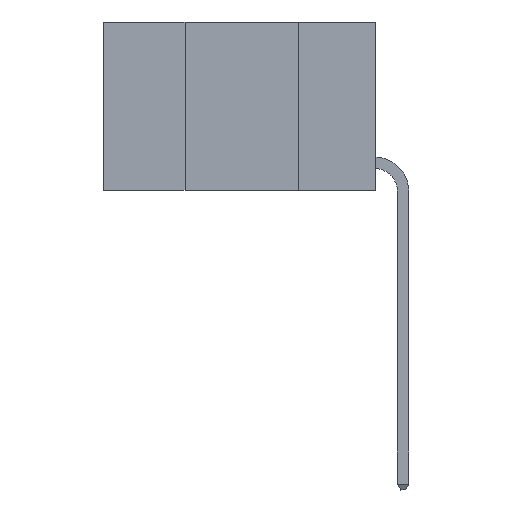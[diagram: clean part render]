
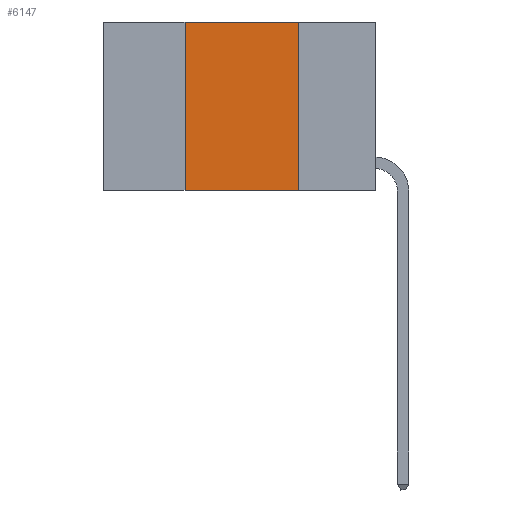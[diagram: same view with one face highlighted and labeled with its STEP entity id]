
A CAD part, left-side view. The second image highlights one B-rep face of the part: STEP entity #6147.
In plain terms, the highlighted planar face has unit normal (-1, 0, 0).
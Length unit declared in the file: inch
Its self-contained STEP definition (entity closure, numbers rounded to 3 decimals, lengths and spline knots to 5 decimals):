
#27 = PLANE ( 'NONE',  #7554 ) ;
#39 = CARTESIAN_POINT ( 'NONE',  ( 0., 0.6, 0. ) ) ;
#317 = CARTESIAN_POINT ( 'NONE',  ( 0., 0.42, -0.37 ) ) ;
#480 = EDGE_CURVE ( 'NONE', #13285, #12627, #9578, .T. ) ;
#853 = LINE ( 'NONE', #3314, #1574 ) ;
#1040 = DIRECTION ( 'NONE',  ( 0., -1., 0. ) ) ;
#1117 = CARTESIAN_POINT ( 'NONE',  ( 0., 0.6, -0.37 ) ) ;
#1277 = EDGE_CURVE ( 'NONE', #13285, #2122, #3889, .T. ) ;
#1574 = VECTOR ( 'NONE', #8577, 39.37008 ) ;
#1608 = CARTESIAN_POINT ( 'NONE',  ( 0., 0.17, -0.37 ) ) ;
#2122 = VERTEX_POINT ( 'NONE', #1608 ) ;
#2185 = ORIENTED_EDGE ( 'NONE', *, *, #480, .F. ) ;
#2409 = CARTESIAN_POINT ( 'NONE',  ( 0., 0.6, 0. ) ) ;
#3100 = DIRECTION ( 'NONE',  ( 0., 0., 1. ) ) ;
#3314 = CARTESIAN_POINT ( 'NONE',  ( 0., 0.17, 0. ) ) ;
#3420 = LINE ( 'NONE', #39, #10324 ) ;
#3681 = DIRECTION ( 'NONE',  ( 0., 0., -1. ) ) ;
#3889 = LINE ( 'NONE', #1117, #6370 ) ;
#4135 = CARTESIAN_POINT ( 'NONE',  ( 0., 0.42, 0. ) ) ;
#4469 = ORIENTED_EDGE ( 'NONE', *, *, #8857, .F. ) ;
#6147 = ADVANCED_FACE ( 'NONE', ( #7474 ), #27, .F. ) ;
#6370 = VECTOR ( 'NONE', #1040, 39.37008 ) ;
#6728 = ORIENTED_EDGE ( 'NONE', *, *, #13929, .F. ) ;
#7474 = FACE_OUTER_BOUND ( 'NONE', #9120, .T. ) ;
#7554 = AXIS2_PLACEMENT_3D ( 'NONE', #2409, #9017, #3681 ) ;
#7977 = ORIENTED_EDGE ( 'NONE', *, *, #1277, .T. ) ;
#8548 = DIRECTION ( 'NONE',  ( 0., -1., 0. ) ) ;
#8577 = DIRECTION ( 'NONE',  ( 0., 0., -1. ) ) ;
#8857 = EDGE_CURVE ( 'NONE', #12627, #11749, #3420, .T. ) ;
#9017 = DIRECTION ( 'NONE',  ( 1., 0., 0. ) ) ;
#9120 = EDGE_LOOP ( 'NONE', ( #6728, #4469, #2185, #7977 ) ) ;
#9578 = LINE ( 'NONE', #4135, #11203 ) ;
#10324 = VECTOR ( 'NONE', #8548, 39.37008 ) ;
#11203 = VECTOR ( 'NONE', #3100, 39.37008 ) ;
#11749 = VERTEX_POINT ( 'NONE', #12762 ) ;
#12627 = VERTEX_POINT ( 'NONE', #13925 ) ;
#12762 = CARTESIAN_POINT ( 'NONE',  ( 0., 0.17, 0. ) ) ;
#13285 = VERTEX_POINT ( 'NONE', #317 ) ;
#13925 = CARTESIAN_POINT ( 'NONE',  ( 0., 0.42, 0. ) ) ;
#13929 = EDGE_CURVE ( 'NONE', #11749, #2122, #853, .T. ) ;
